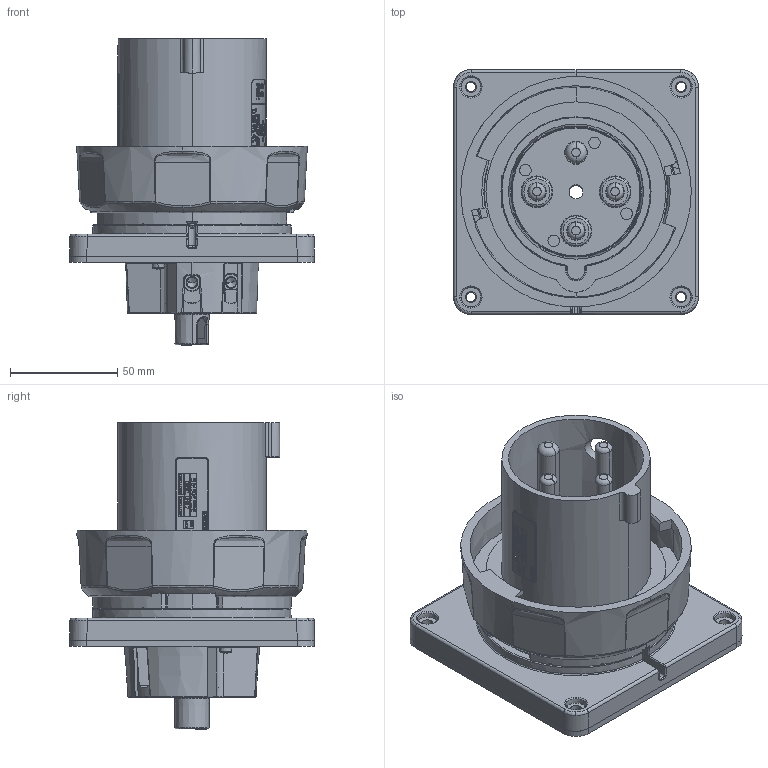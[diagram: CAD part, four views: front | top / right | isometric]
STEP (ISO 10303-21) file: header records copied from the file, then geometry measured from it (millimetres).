
FILE_DESCRIPTION (( 'STEP AP214' ), '1' );
FILE_NAME ('ORC6280-M01.STEP', '2025-04-09T18:10:08', ( '' ), ( '' ), 'SwSTEP 2.0', 'SolidWorks 2024', '' );
FILE_SCHEMA (( 'AUTOMOTIVE_DESIGN' ));
Length unit declared in the file: inch
Products named in the file (1): ORC6280-M01
Bounding box: 114.3 x 114.3 x 143.05 mm (x, y, z)
Volume: 314354.2 mm3; surface area: 206322.9 mm2
Topology: 20 solids, 21 shells, 4559 faces, 11194 edges, 6755 vertices
Faces by surface type: plane 1603, bspline 1301, cylinder 849, cone 336, sphere 265, torus 205
Entity records: 207196 total; most frequent: CARTESIAN_POINT 110960, ORIENTED_EDGE 22048, DIRECTION 16706, EDGE_CURVE 11024, VERTEX_POINT 6755, AXIS2_PLACEMENT_3D 5877, VECTOR 4952, LINE 4952
